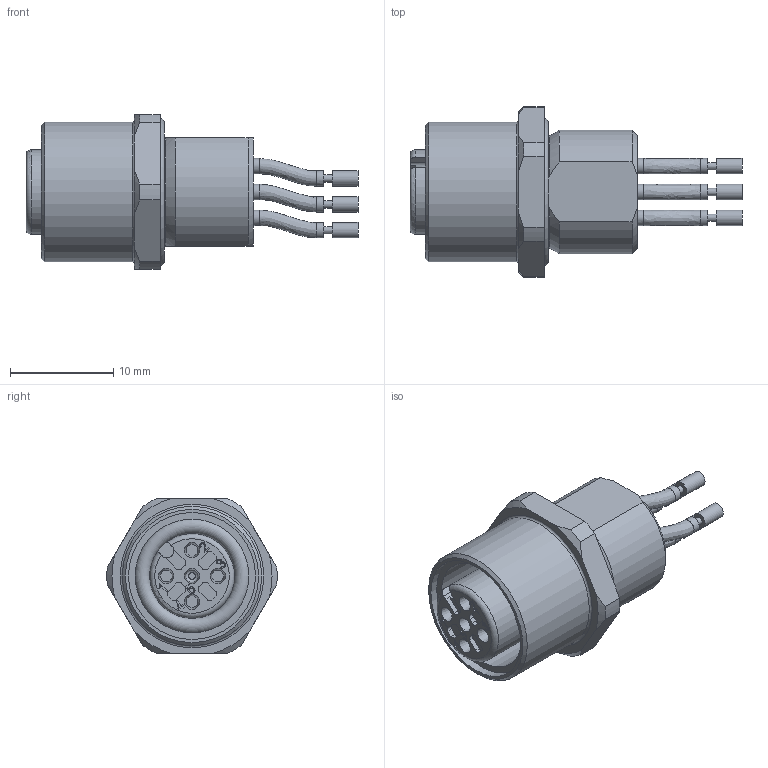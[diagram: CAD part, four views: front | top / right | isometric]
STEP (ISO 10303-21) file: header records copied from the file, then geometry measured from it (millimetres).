
FILE_DESCRIPTION(/* description */ (''),/* implementation_level */ '2;1');
FILE_NAME(/* name */ 'AL-FVM12KUA4-m_M12.stp',/* time_stamp */ '2019-01-11T09:56:14+01:00',/* author */ (''),/* organization */ (''),/* preprocessor_version */ 'ST-DEVELOPER v16',/* originating_system */ 'SIEMENS PLM Software NX 10.0',/* authorisation */ '');
FILE_SCHEMA (('AUTOMOTIVE_DESIGN { 1 0 10303 214 3 1 1 1 }'));
Length unit declared in the file: millimetre
Products named in the file (1): v.sh12C8C3725n3r
Bounding box: 32.15 x 16.49 x 15 mm (x, y, z)
Volume: 2537 mm3; surface area: 2368.2 mm2
Topology: 3 solids, 3 shells, 209 faces, 518 edges, 344 vertices
Faces by surface type: plane 88, cylinder 57, extrusion 32, cone 18, torus 10, bspline 4
Full cylindrical faces by diameter (mm): 0.7 x4, 1.15 x4, 1.5 x12, 11 x1, 12 x1, 12.3 x1, 13.5 x1
Entity records: 6713 total; most frequent: CARTESIAN_POINT 2190, ORIENTED_EDGE 916, DIRECTION 805, EDGE_CURVE 458, VERTEX_POINT 327, AXIS2_PLACEMENT_3D 309, EDGE_LOOP 279, ADVANCED_FACE 209
